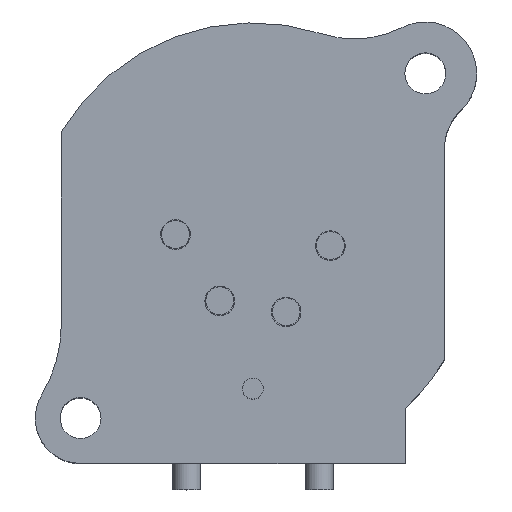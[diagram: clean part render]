
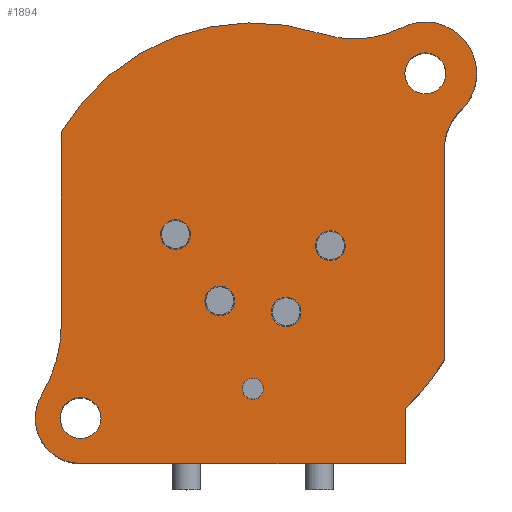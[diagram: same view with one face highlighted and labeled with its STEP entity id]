
A CAD part, top view. The second image highlights one B-rep face of the part: STEP entity #1894.
In plain terms, the highlighted planar face has unit normal (0, 0, 1).
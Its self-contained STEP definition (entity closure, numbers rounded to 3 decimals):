
#442=CARTESIAN_POINT('',(9.9,9.9,19.));
#443=DIRECTION('',(0.,0.,-1.));
#444=DIRECTION('',(1.,0.,0.));
#445=AXIS2_PLACEMENT_3D('',#442,#443,#444);
#450=CARTESIAN_POINT('',(9.9,9.9,19.));
#451=DIRECTION('',(0.,0.,-1.));
#452=DIRECTION('',(-1.,0.,0.));
#453=AXIS2_PLACEMENT_3D('',#450,#451,#452);
#458=CARTESIAN_POINT('',(-9.9,-9.9,19.));
#459=DIRECTION('',(0.,0.,-1.));
#460=DIRECTION('',(1.,0.,0.));
#461=AXIS2_PLACEMENT_3D('',#458,#459,#460);
#466=CARTESIAN_POINT('',(-9.9,-9.9,19.));
#467=DIRECTION('',(0.,0.,-1.));
#468=DIRECTION('',(-1.,0.,0.));
#469=AXIS2_PLACEMENT_3D('',#466,#467,#468);
#474=DIRECTION('',(0.,-1.,0.));
#475=VECTOR('',#474,11.009);
#476=CARTESIAN_POINT('',(-11.,6.545,19.));
#477=LINE('',#476,#475);
#481=CARTESIAN_POINT('',(0.,0.,19.));
#482=DIRECTION('',(0.,0.,1.));
#483=DIRECTION('',(0.31,0.951,0.));
#484=AXIS2_PLACEMENT_3D('',#481,#482,#483);
#489=CARTESIAN_POINT('',(5.833,17.872,19.));
#490=DIRECTION('',(0.,0.,-1.));
#491=DIRECTION('',(0.454,-0.891,0.));
#492=AXIS2_PLACEMENT_3D('',#489,#490,#491);
#497=CARTESIAN_POINT('',(9.9,9.9,19.));
#498=DIRECTION('',(0.,0.,1.));
#499=DIRECTION('',(0.689,-0.725,0.));
#500=AXIS2_PLACEMENT_3D('',#497,#498,#499);
#505=CARTESIAN_POINT('',(14.,5.588,19.));
#506=DIRECTION('',(0.,0.,-1.));
#507=DIRECTION('',(-1.,0.,0.));
#508=AXIS2_PLACEMENT_3D('',#505,#506,#507);
#513=DIRECTION('',(0.,1.,0.));
#514=VECTOR('',#513,12.133);
#515=CARTESIAN_POINT('',(11.,-6.545,19.));
#516=LINE('',#515,#514);
#520=CARTESIAN_POINT('',(0.,0.,19.));
#521=DIRECTION('',(0.,0.,1.));
#522=DIRECTION('',(0.684,-0.73,0.));
#523=AXIS2_PLACEMENT_3D('',#520,#521,#522);
#528=DIRECTION('',(0.,1.,0.));
#529=VECTOR('',#528,3.158);
#530=CARTESIAN_POINT('',(8.75,-12.5,19.));
#531=LINE('',#530,#529);
#535=DIRECTION('',(1.,0.,0.));
#536=VECTOR('',#535,18.65);
#537=CARTESIAN_POINT('',(-9.9,-12.5,19.));
#538=LINE('',#537,#536);
#542=CARTESIAN_POINT('',(-9.9,-9.9,19.));
#543=DIRECTION('',(0.,0.,1.));
#544=DIRECTION('',(-0.858,0.513,0.));
#545=AXIS2_PLACEMENT_3D('',#542,#543,#544);
#550=CARTESIAN_POINT('',(-19.,-4.464,19.));
#551=DIRECTION('',(0.,0.,-1.));
#552=DIRECTION('',(1.,0.,0.));
#553=AXIS2_PLACEMENT_3D('',#550,#551,#552);
#558=CARTESIAN_POINT('',(0.,-8.225,19.));
#559=DIRECTION('',(0.,0.,1.));
#560=DIRECTION('',(1.,0.,0.));
#561=AXIS2_PLACEMENT_3D('',#558,#559,#560);
#566=CARTESIAN_POINT('',(0.,-8.225,19.));
#567=DIRECTION('',(0.,0.,1.));
#568=DIRECTION('',(-1.,0.,0.));
#569=AXIS2_PLACEMENT_3D('',#566,#567,#568);
#574=CARTESIAN_POINT('',(4.445,0.,19.));
#575=DIRECTION('',(0.,0.,1.));
#576=DIRECTION('',(1.,0.,0.));
#577=AXIS2_PLACEMENT_3D('',#574,#575,#576);
#582=CARTESIAN_POINT('',(4.445,0.,19.));
#583=DIRECTION('',(0.,0.,1.));
#584=DIRECTION('',(-1.,0.,0.));
#585=AXIS2_PLACEMENT_3D('',#582,#583,#584);
#590=CARTESIAN_POINT('',(-4.445,0.635,19.));
#591=DIRECTION('',(0.,0.,1.));
#592=DIRECTION('',(1.,0.,0.));
#593=AXIS2_PLACEMENT_3D('',#590,#591,#592);
#598=CARTESIAN_POINT('',(-4.445,0.635,19.));
#599=DIRECTION('',(0.,0.,1.));
#600=DIRECTION('',(-1.,0.,0.));
#601=AXIS2_PLACEMENT_3D('',#598,#599,#600);
#606=CARTESIAN_POINT('',(-1.905,-3.175,19.));
#607=DIRECTION('',(0.,0.,1.));
#608=DIRECTION('',(1.,0.,0.));
#609=AXIS2_PLACEMENT_3D('',#606,#607,#608);
#614=CARTESIAN_POINT('',(-1.905,-3.175,19.));
#615=DIRECTION('',(0.,0.,1.));
#616=DIRECTION('',(-1.,0.,0.));
#617=AXIS2_PLACEMENT_3D('',#614,#615,#616);
#622=CARTESIAN_POINT('',(1.905,-3.81,19.));
#623=DIRECTION('',(0.,0.,1.));
#624=DIRECTION('',(1.,0.,0.));
#625=AXIS2_PLACEMENT_3D('',#622,#623,#624);
#630=CARTESIAN_POINT('',(1.905,-3.81,19.));
#631=DIRECTION('',(0.,0.,1.));
#632=DIRECTION('',(-1.,0.,0.));
#633=AXIS2_PLACEMENT_3D('',#630,#631,#632);
#1495=CARTESIAN_POINT('',(-11.,6.545,19.));
#1496=CARTESIAN_POINT('',(-11.,-4.464,19.));
#1497=VERTEX_POINT('',#1495);
#1498=VERTEX_POINT('',#1496);
#1499=CARTESIAN_POINT('',(-12.132,-8.567,19.));
#1500=CARTESIAN_POINT('',(-9.9,-12.5,19.));
#1501=VERTEX_POINT('',#1499);
#1502=VERTEX_POINT('',#1500);
#1503=CARTESIAN_POINT('',(8.75,-12.5,19.));
#1504=VERTEX_POINT('',#1503);
#1505=CARTESIAN_POINT('',(8.75,-9.342,19.));
#1506=VERTEX_POINT('',#1505);
#1507=CARTESIAN_POINT('',(11.,-6.545,19.));
#1508=CARTESIAN_POINT('',(11.,5.588,19.));
#1509=VERTEX_POINT('',#1507);
#1510=VERTEX_POINT('',#1508);
#1511=CARTESIAN_POINT('',(11.933,7.762,19.));
#1512=CARTESIAN_POINT('',(8.559,12.528,19.));
#1513=VERTEX_POINT('',#1511);
#1514=VERTEX_POINT('',#1512);
#1515=CARTESIAN_POINT('',(3.971,12.168,19.));
#1516=VERTEX_POINT('',#1515);
#1525=CARTESIAN_POINT('',(11.075,9.9,19.));
#1526=CARTESIAN_POINT('',(8.725,9.9,19.));
#1527=VERTEX_POINT('',#1525);
#1528=VERTEX_POINT('',#1526);
#1529=CARTESIAN_POINT('',(-8.725,-9.9,19.));
#1530=CARTESIAN_POINT('',(-11.075,-9.9,19.));
#1531=VERTEX_POINT('',#1529);
#1532=VERTEX_POINT('',#1530);
#1571=CARTESIAN_POINT('',(-0.6,-8.225,19.));
#1572=VERTEX_POINT('',#1571);
#1573=CARTESIAN_POINT('',(0.6,-8.225,19.));
#1574=VERTEX_POINT('',#1573);
#1619=CARTESIAN_POINT('',(5.295,0.,19.));
#1620=CARTESIAN_POINT('',(3.595,0.,19.));
#1621=VERTEX_POINT('',#1619);
#1622=VERTEX_POINT('',#1620);
#1623=CARTESIAN_POINT('',(-3.595,0.635,19.));
#1624=CARTESIAN_POINT('',(-5.295,0.635,19.));
#1625=VERTEX_POINT('',#1623);
#1626=VERTEX_POINT('',#1624);
#1627=CARTESIAN_POINT('',(-1.055,-3.175,19.));
#1628=CARTESIAN_POINT('',(-2.755,-3.175,19.));
#1629=VERTEX_POINT('',#1627);
#1630=VERTEX_POINT('',#1628);
#1631=CARTESIAN_POINT('',(2.755,-3.81,19.));
#1632=CARTESIAN_POINT('',(1.055,-3.81,19.));
#1633=VERTEX_POINT('',#1631);
#1634=VERTEX_POINT('',#1632);
#1825=CARTESIAN_POINT('',(0.,0.,19.));
#1826=DIRECTION('',(0.,0.,1.));
#1827=DIRECTION('',(1.,0.,0.));
#1828=AXIS2_PLACEMENT_3D('',#1825,#1826,#1827);
#1829=PLANE('',#1828);
#1831=ORIENTED_EDGE('',*,*,#1830,.F.);
#1833=ORIENTED_EDGE('',*,*,#1832,.F.);
#1835=ORIENTED_EDGE('',*,*,#1834,.F.);
#1837=ORIENTED_EDGE('',*,*,#1836,.F.);
#1839=ORIENTED_EDGE('',*,*,#1838,.F.);
#1841=ORIENTED_EDGE('',*,*,#1840,.F.);
#1843=ORIENTED_EDGE('',*,*,#1842,.F.);
#1845=ORIENTED_EDGE('',*,*,#1844,.F.);
#1847=ORIENTED_EDGE('',*,*,#1846,.F.);
#1849=ORIENTED_EDGE('',*,*,#1848,.F.);
#1851=ORIENTED_EDGE('',*,*,#1850,.F.);
#1852=EDGE_LOOP('',(#1831,#1833,#1835,#1837,#1839,#1841,#1843,#1845,#1847,#1849,
#1851));
#1853=FACE_OUTER_BOUND('',#1852,.F.);
#1855=ORIENTED_EDGE('',*,*,#1854,.F.);
#1857=ORIENTED_EDGE('',*,*,#1856,.F.);
#1858=EDGE_LOOP('',(#1855,#1857));
#1859=FACE_BOUND('',#1858,.F.);
#1860=ORIENTED_EDGE('',*,*,#1805,.F.);
#1861=ORIENTED_EDGE('',*,*,#1819,.F.);
#1862=EDGE_LOOP('',(#1860,#1861));
#1863=FACE_BOUND('',#1862,.F.);
#1865=ORIENTED_EDGE('',*,*,#1864,.T.);
#1867=ORIENTED_EDGE('',*,*,#1866,.T.);
#1868=EDGE_LOOP('',(#1865,#1867));
#1869=FACE_BOUND('',#1868,.F.);
#1871=ORIENTED_EDGE('',*,*,#1870,.T.);
#1873=ORIENTED_EDGE('',*,*,#1872,.T.);
#1874=EDGE_LOOP('',(#1871,#1873));
#1875=FACE_BOUND('',#1874,.F.);
#1877=ORIENTED_EDGE('',*,*,#1876,.T.);
#1879=ORIENTED_EDGE('',*,*,#1878,.T.);
#1880=EDGE_LOOP('',(#1877,#1879));
#1881=FACE_BOUND('',#1880,.F.);
#1883=ORIENTED_EDGE('',*,*,#1882,.T.);
#1885=ORIENTED_EDGE('',*,*,#1884,.T.);
#1886=EDGE_LOOP('',(#1883,#1885));
#1887=FACE_BOUND('',#1886,.F.);
#1889=ORIENTED_EDGE('',*,*,#1888,.T.);
#1891=ORIENTED_EDGE('',*,*,#1890,.T.);
#1892=EDGE_LOOP('',(#1889,#1891));
#1893=FACE_BOUND('',#1892,.F.);
#446=CIRCLE('',#445,1.175);
#454=CIRCLE('',#453,1.175);
#462=CIRCLE('',#461,1.175);
#470=CIRCLE('',#469,1.175);
#485=CIRCLE('',#484,12.8);
#493=CIRCLE('',#492,6.);
#501=CIRCLE('',#500,2.95);
#509=CIRCLE('',#508,3.);
#524=CIRCLE('',#523,12.8);
#546=CIRCLE('',#545,2.6);
#554=CIRCLE('',#553,8.);
#562=CIRCLE('',#561,0.6);
#570=CIRCLE('',#569,0.6);
#578=CIRCLE('',#577,0.85);
#586=CIRCLE('',#585,0.85);
#594=CIRCLE('',#593,0.85);
#602=CIRCLE('',#601,0.85);
#610=CIRCLE('',#609,0.85);
#618=CIRCLE('',#617,0.85);
#626=CIRCLE('',#625,0.85);
#634=CIRCLE('',#633,0.85);
#1805=EDGE_CURVE('',#1527,#1528,#446,.T.);
#1819=EDGE_CURVE('',#1528,#1527,#454,.T.);
#1830=EDGE_CURVE('',#1497,#1498,#477,.T.);
#1832=EDGE_CURVE('',#1516,#1497,#485,.T.);
#1834=EDGE_CURVE('',#1514,#1516,#493,.T.);
#1836=EDGE_CURVE('',#1513,#1514,#501,.T.);
#1838=EDGE_CURVE('',#1510,#1513,#509,.T.);
#1840=EDGE_CURVE('',#1509,#1510,#516,.T.);
#1842=EDGE_CURVE('',#1506,#1509,#524,.T.);
#1844=EDGE_CURVE('',#1504,#1506,#531,.T.);
#1846=EDGE_CURVE('',#1502,#1504,#538,.T.);
#1848=EDGE_CURVE('',#1501,#1502,#546,.T.);
#1850=EDGE_CURVE('',#1498,#1501,#554,.T.);
#1854=EDGE_CURVE('',#1531,#1532,#462,.T.);
#1856=EDGE_CURVE('',#1532,#1531,#470,.T.);
#1864=EDGE_CURVE('',#1574,#1572,#562,.T.);
#1866=EDGE_CURVE('',#1572,#1574,#570,.T.);
#1870=EDGE_CURVE('',#1621,#1622,#578,.T.);
#1872=EDGE_CURVE('',#1622,#1621,#586,.T.);
#1876=EDGE_CURVE('',#1625,#1626,#594,.T.);
#1878=EDGE_CURVE('',#1626,#1625,#602,.T.);
#1882=EDGE_CURVE('',#1629,#1630,#610,.T.);
#1884=EDGE_CURVE('',#1630,#1629,#618,.T.);
#1888=EDGE_CURVE('',#1633,#1634,#626,.T.);
#1890=EDGE_CURVE('',#1634,#1633,#634,.T.);
#1894=ADVANCED_FACE('',(#1853,#1859,#1863,#1869,#1875,#1881,#1887,#1893),#1829,
.T.);
